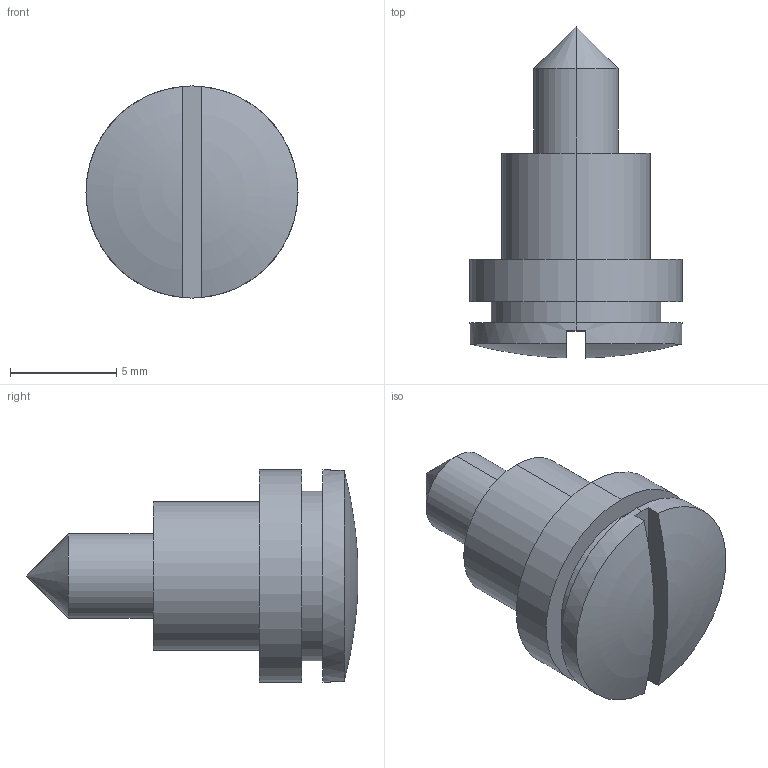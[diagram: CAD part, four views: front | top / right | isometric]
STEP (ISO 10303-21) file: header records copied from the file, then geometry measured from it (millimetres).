
FILE_DESCRIPTION (( 'STEP AP203' ), '1' );
FILE_NAME ('vis de r_glage d''''amortissement _D_faut.STEP_Default_sldprt.STEP', '2023-03-14T03:15:59', ( '' ), ( '' ), 'SwSTEP 2.0', 'SolidWorks 2021', '' );
FILE_SCHEMA (( 'CONFIG_CONTROL_DESIGN' ));
Length unit declared in the file: millimetre
Products named in the file (1): vis de r_glage d''''amortissement _D_faut.STEP_Default_sldprt
Bounding box: 10 x 15.66 x 10 mm (x, y, z)
Volume: 553.1 mm3; surface area: 519.6 mm2
Topology: 1 solids, 1 shells, 21 faces, 46 edges, 29 vertices
Faces by surface type: cylinder 10, plane 7, torus 2, cone 2
Entity records: 665 total; most frequent: CARTESIAN_POINT 113, DIRECTION 110, ORIENTED_EDGE 88, AXIS2_PLACEMENT_3D 46, EDGE_CURVE 44, VERTEX_POINT 29, EDGE_LOOP 25, CIRCLE 24
